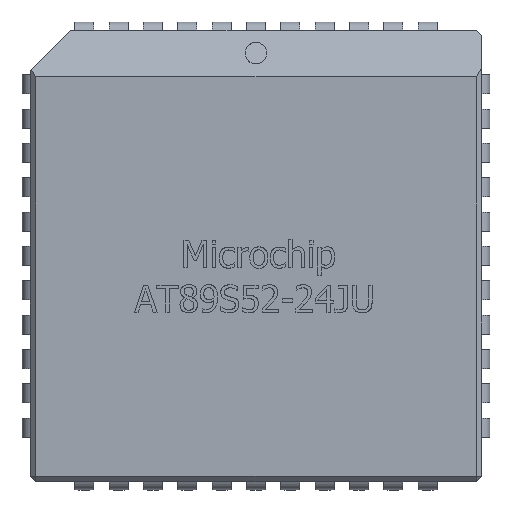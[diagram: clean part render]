
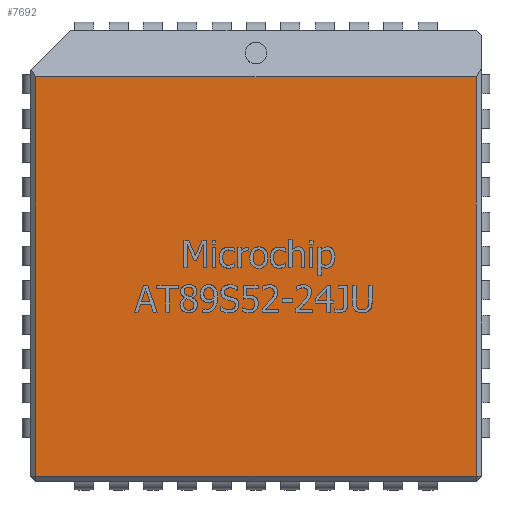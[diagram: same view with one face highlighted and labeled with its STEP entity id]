
A CAD part, top view. The second image highlights one B-rep face of the part: STEP entity #7692.
In plain terms, the highlighted planar face has unit normal (0, 0, 1).
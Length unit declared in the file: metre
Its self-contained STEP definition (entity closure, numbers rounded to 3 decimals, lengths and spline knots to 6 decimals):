
#7230 = EDGE_CURVE( '', #17493, #13686, #17494, .T. );
#7692 = ADVANCED_FACE( '', ( #18139 ), #18140, .T. );
#9330 = EDGE_CURVE( '', #13686, #20306, #20307, .T. );
#10208 = EDGE_CURVE( '', #20306, #16501, #21392, .T. );
#12456 = EDGE_CURVE( '', #16501, #17493, #23981, .T. );
#13686 = VERTEX_POINT( '', #25609 );
#16501 = VERTEX_POINT( '', #29767 );
#17493 = VERTEX_POINT( '', #31233 );
#17494 = LINE( '', #31234, #31235 );
#18139 = FACE_OUTER_BOUND( '', #32212, .T. );
#18140 = PLANE( '', #32213 );
#20306 = VERTEX_POINT( '', #35671 );
#20307 = LINE( '', #35672, #35673 );
#21392 = LINE( '', #37426, #37427 );
#23981 = LINE( '', #41760, #41761 );
#25609 = CARTESIAN_POINT( '', ( 0.00815, 0.006618, 0.0046 ) );
#29767 = CARTESIAN_POINT( '', ( -0.00815, -0.00815, 0.0046 ) );
#31233 = CARTESIAN_POINT( '', ( 0.00815, -0.00815, 0.0046 ) );
#31234 = CARTESIAN_POINT( '', ( 0.00815, 0.00835, 0.0046 ) );
#31235 = VECTOR( '', #47060, 1. );
#32212 = EDGE_LOOP( '', ( #47890, #47891, #47892, #47893 ) );
#32213 = AXIS2_PLACEMENT_3D( '', #47894, #47895, #47896 );
#35671 = CARTESIAN_POINT( '', ( -0.00815, 0.006618, 0.0046 ) );
#35672 = CARTESIAN_POINT( '', ( 0.00835, 0.006618, 0.0046 ) );
#35673 = VECTOR( '', #50943, 1. );
#37426 = CARTESIAN_POINT( '', ( -0.00815, 0.00835, 0.0046 ) );
#37427 = VECTOR( '', #52619, 1. );
#41760 = CARTESIAN_POINT( '', ( 0.00835, -0.00815, 0.0046 ) );
#41761 = VECTOR( '', #56742, 1. );
#47060 = DIRECTION( '', ( 0., 1., 0. ) );
#47890 = ORIENTED_EDGE( '', *, *, #9330, .T. );
#47891 = ORIENTED_EDGE( '', *, *, #10208, .T. );
#47892 = ORIENTED_EDGE( '', *, *, #12456, .T. );
#47893 = ORIENTED_EDGE( '', *, *, #7230, .T. );
#47894 = CARTESIAN_POINT( '', ( 0.00835, 0.00835, 0.0046 ) );
#47895 = DIRECTION( '', ( 0., 0., 1. ) );
#47896 = DIRECTION( '', ( 1., 0., 0. ) );
#50943 = DIRECTION( '', ( -1., 0., 0. ) );
#52619 = DIRECTION( '', ( 0., -1., 0. ) );
#56742 = DIRECTION( '', ( 1., 0., 0. ) );
